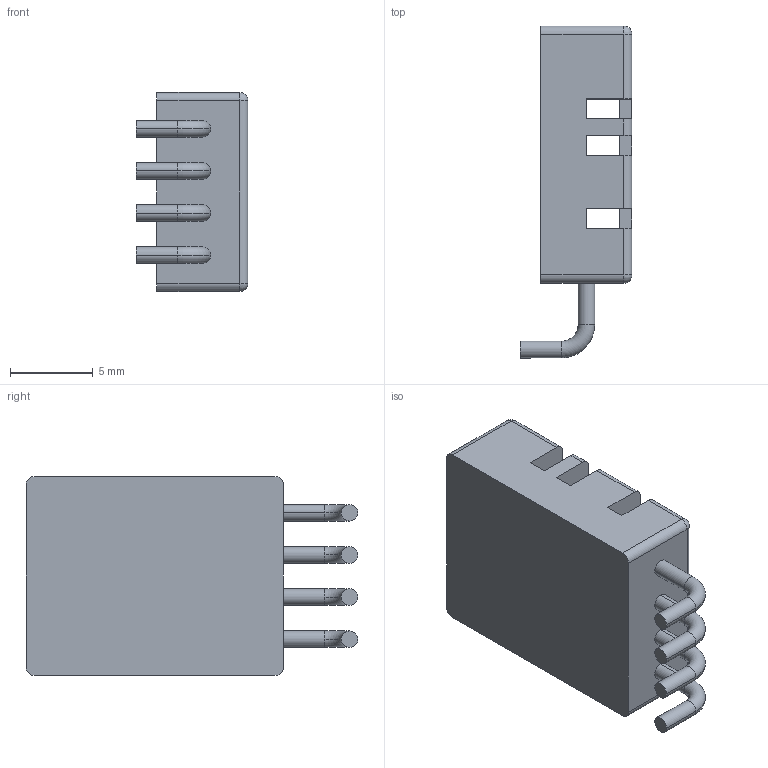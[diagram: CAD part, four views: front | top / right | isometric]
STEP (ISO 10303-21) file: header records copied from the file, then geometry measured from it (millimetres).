
FILE_DESCRIPTION (( 'STEP AP214' ), '1' );
FILE_NAME ('dht11-TurnedPins.STEP', '2020-06-22T14:25:09', ( '' ), ( '' ), 'SwSTEP 2.0', 'SolidWorks 2013', '' );
FILE_SCHEMA (( 'AUTOMOTIVE_DESIGN' ));
Length unit declared in the file: millimetre
Products named in the file (1): dht11-TurnedPins
Bounding box: 6.75 x 20 x 12 mm (x, y, z)
Volume: 842.8 mm3; surface area: 1138.8 mm2
Topology: 1 solids, 1 shells, 194 faces, 543 edges, 316 vertices
Faces by surface type: plane 149, cylinder 33, torus 8, sphere 4
Entity records: 6433 total; most frequent: ORIENTED_EDGE 1078, CARTESIAN_POINT 1050, DIRECTION 1009, EDGE_CURVE 539, VECTOR 459, LINE 459, VERTEX_POINT 316, AXIS2_PLACEMENT_3D 275
